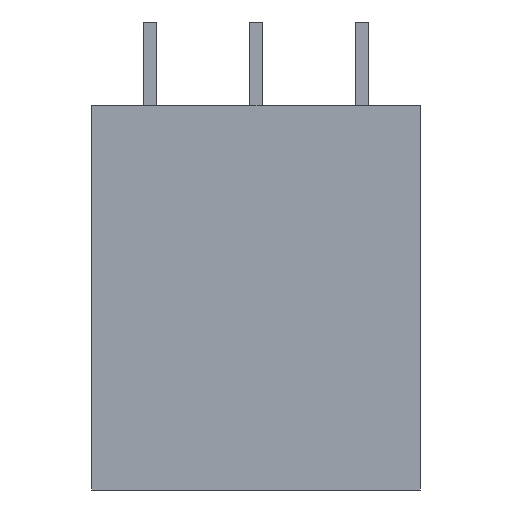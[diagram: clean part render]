
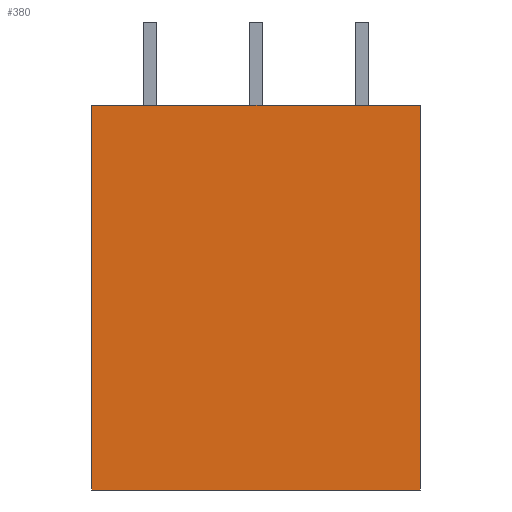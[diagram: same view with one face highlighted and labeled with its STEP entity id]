
A CAD part, left-side view. The second image highlights one B-rep face of the part: STEP entity #380.
In plain terms, the highlighted planar face has unit normal (-1, 0, 0).
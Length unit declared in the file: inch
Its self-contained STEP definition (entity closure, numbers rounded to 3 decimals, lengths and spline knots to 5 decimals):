
#17 = VERTEX_POINT ( 'NONE', #694 ) ;
#24 = CARTESIAN_POINT ( 'NONE',  ( -1.1811, 0.62205, -0.36417 ) ) ;
#52 = ORIENTED_EDGE ( 'NONE', *, *, #488, .T. ) ;
#62 = CARTESIAN_POINT ( 'NONE',  ( -1.1811, 0.62205, 0.36417 ) ) ;
#95 = DIRECTION ( 'NONE',  ( 0., 0., 1. ) ) ;
#120 = LINE ( 'NONE', #381, #636 ) ;
#148 = ORIENTED_EDGE ( 'NONE', *, *, #220, .F. ) ;
#168 = CARTESIAN_POINT ( 'NONE',  ( -1.1811, 0., -0.36417 ) ) ;
#171 = VECTOR ( 'NONE', #456, 39.37008 ) ;
#220 = EDGE_CURVE ( 'NONE', #339, #17, #120, .T. ) ;
#239 = VECTOR ( 'NONE', #95, 39.37008 ) ;
#271 = LINE ( 'NONE', #756, #239 ) ;
#281 = CARTESIAN_POINT ( 'NONE',  ( -1.1811, 0.62205, -0.36417 ) ) ;
#299 = ORIENTED_EDGE ( 'NONE', *, *, #441, .F. ) ;
#312 = AXIS2_PLACEMENT_3D ( 'NONE', #24, #516, #444 ) ;
#332 = PLANE ( 'NONE',  #312 ) ;
#339 = VERTEX_POINT ( 'NONE', #62 ) ;
#380 = ADVANCED_FACE ( 'NONE', ( #384 ), #332, .F. ) ;
#381 = CARTESIAN_POINT ( 'NONE',  ( -1.1811, 0.62205, 0.36417 ) ) ;
#384 = FACE_OUTER_BOUND ( 'NONE', #548, .T. ) ;
#441 = EDGE_CURVE ( 'NONE', #611, #339, #742, .T. ) ;
#444 = DIRECTION ( 'NONE',  ( 0., 0., -1. ) ) ;
#456 = DIRECTION ( 'NONE',  ( 0., 0., 1. ) ) ;
#471 = ORIENTED_EDGE ( 'NONE', *, *, #652, .T. ) ;
#488 = EDGE_CURVE ( 'NONE', #491, #17, #271, .T. ) ;
#491 = VERTEX_POINT ( 'NONE', #168 ) ;
#516 = DIRECTION ( 'NONE',  ( 1., 0., 0. ) ) ;
#548 = EDGE_LOOP ( 'NONE', ( #52, #148, #299, #471 ) ) ;
#558 = DIRECTION ( 'NONE',  ( 0., -1., 0. ) ) ;
#573 = CARTESIAN_POINT ( 'NONE',  ( -1.1811, 0.62205, -0.36417 ) ) ;
#611 = VERTEX_POINT ( 'NONE', #281 ) ;
#618 = DIRECTION ( 'NONE',  ( 0., -1., 0. ) ) ;
#636 = VECTOR ( 'NONE', #558, 39.37008 ) ;
#652 = EDGE_CURVE ( 'NONE', #611, #491, #714, .T. ) ;
#669 = VECTOR ( 'NONE', #618, 39.37008 ) ;
#694 = CARTESIAN_POINT ( 'NONE',  ( -1.1811, 0., 0.36417 ) ) ;
#714 = LINE ( 'NONE', #573, #669 ) ;
#742 = LINE ( 'NONE', #749, #171 ) ;
#749 = CARTESIAN_POINT ( 'NONE',  ( -1.1811, 0.62205, -0.36417 ) ) ;
#756 = CARTESIAN_POINT ( 'NONE',  ( -1.1811, 0., -0.36417 ) ) ;
